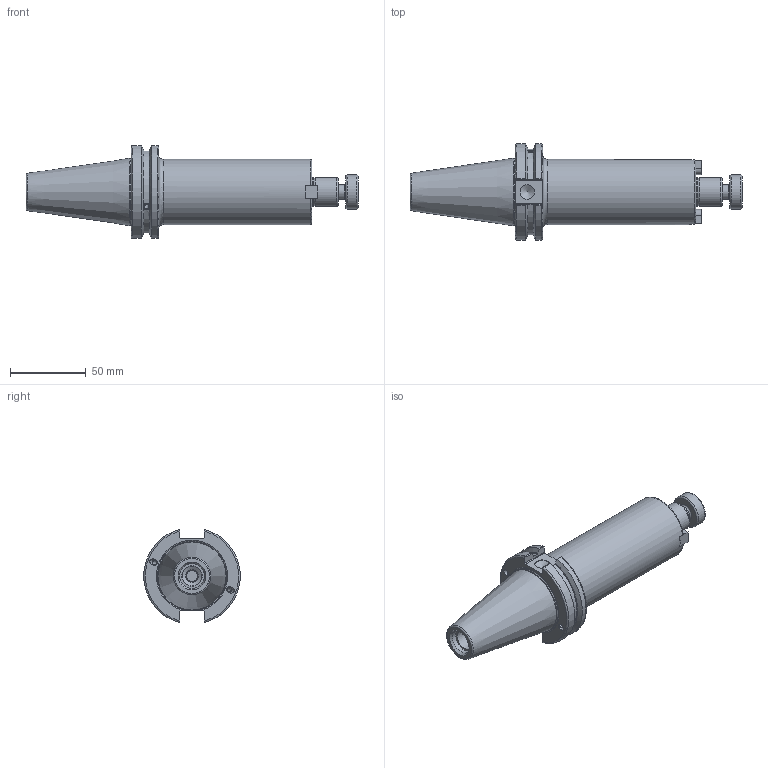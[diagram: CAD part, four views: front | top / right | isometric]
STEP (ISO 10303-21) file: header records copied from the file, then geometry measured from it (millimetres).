
FILE_DESCRIPTION(/* description */ (''),/* implementation_level */ '2;1');
FILE_NAME(/* name */ 'EB026.stp',/* time_stamp */ '2023-04-13T10:41:45+09:00',/* author */ ('eos'),/* organization */ (''),/* preprocessor_version */ 'ST-DEVELOPER v18.1',/* originating_system */ 'Autodesk Inventor 2022',/* authorisation */ '');
FILE_SCHEMA (('AUTOMOTIVE_DESIGN { 1 0 10303 214 3 1 1 }'));
Length unit declared in the file: millimetre
Products named in the file (5): CCT40ADB-SMA12.7-119.888; CAT50; SMA27-DRIV EKEY-SECO; #5267; COLLAR BOLT-UNF3_8-24x24L
Assembly tree (4 placements, depth 2):
  CCT40ADB-SMA12.7-119.888
    CAT50
    SMA27-DRIV EKEY-SECO  x2
    COLLAR BOLT-UNF3_8-24x24L
  #5267
Bounding box: 218.62 x 63.26 x 61.09 mm (x, y, z)
Volume: 249054 mm3; surface area: 42972.1 mm2
Topology: 6 solids, 6 shells, 179 faces, 457 edges, 298 vertices
Faces by surface type: plane 90, cylinder 47, cone 24, torus 18
Full cylindrical faces by diameter (mm): 2.487 x2, 3.175 x2, 3.242 x6, 3.3 x2, 4 x2, 4.2 x2, 5.207 x2, 5.4 x2, 7.938 x1, 8.382 x1, 9.525 x2, 10.5 x1, 13 x1, 13.386 x1, 16.3 x1, 18.55 x1, 19.05 x1, 22.4 x1, 42.88 x1, 43.8 x1
Entity records: 5233 total; most frequent: CARTESIAN_POINT 1238, DIRECTION 821, ORIENTED_EDGE 792, EDGE_CURVE 396, AXIS2_PLACEMENT_3D 324, VERTEX_POINT 262, EDGE_LOOP 180, LINE 173
